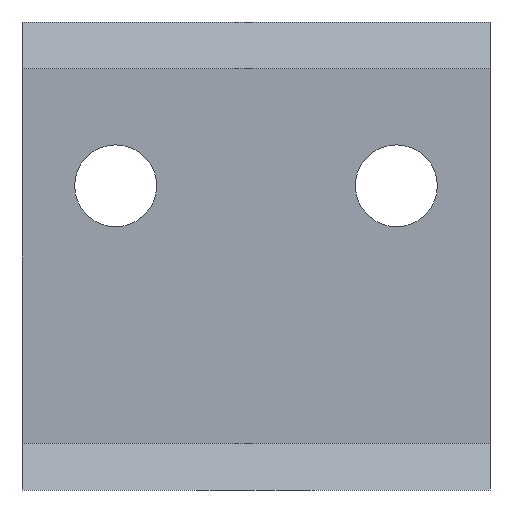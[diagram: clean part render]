
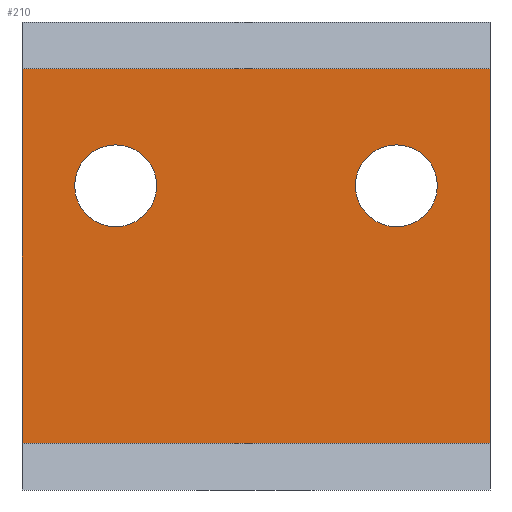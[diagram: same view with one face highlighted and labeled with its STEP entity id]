
A CAD part, front view. The second image highlights one B-rep face of the part: STEP entity #210.
In plain terms, the highlighted planar face has unit normal (0, -1, 0).
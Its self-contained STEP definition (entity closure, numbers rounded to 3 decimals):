
#15=FACE_BOUND('',#44,.T.);
#16=FACE_BOUND('',#45,.T.);
#21=PLANE('',#241);
#32=FACE_OUTER_BOUND('',#43,.T.);
#43=EDGE_LOOP('',(#162,#163,#164,#165));
#44=EDGE_LOOP('',(#166));
#45=EDGE_LOOP('',(#167));
#60=LINE('',#328,#81);
#61=LINE('',#330,#82);
#62=LINE('',#332,#83);
#63=LINE('',#333,#84);
#81=VECTOR('',#274,10.);
#82=VECTOR('',#275,10.);
#83=VECTOR('',#276,10.);
#84=VECTOR('',#277,10.);
#101=CIRCLE('',#236,1.75);
#103=CIRCLE('',#239,1.75);
#107=VERTEX_POINT('',#314);
#109=VERTEX_POINT('',#320);
#111=VERTEX_POINT('',#326);
#112=VERTEX_POINT('',#327);
#113=VERTEX_POINT('',#329);
#114=VERTEX_POINT('',#331);
#126=EDGE_CURVE('',#107,#107,#101,.T.);
#129=EDGE_CURVE('',#109,#109,#103,.T.);
#132=EDGE_CURVE('',#111,#112,#60,.T.);
#133=EDGE_CURVE('',#111,#113,#61,.T.);
#134=EDGE_CURVE('',#114,#113,#62,.T.);
#135=EDGE_CURVE('',#112,#114,#63,.T.);
#162=ORIENTED_EDGE('',*,*,#132,.F.);
#163=ORIENTED_EDGE('',*,*,#133,.T.);
#164=ORIENTED_EDGE('',*,*,#134,.F.);
#165=ORIENTED_EDGE('',*,*,#135,.F.);
#166=ORIENTED_EDGE('',*,*,#126,.T.);
#167=ORIENTED_EDGE('',*,*,#129,.T.);
#210=ADVANCED_FACE('',(#32,#15,#16),#21,.T.);
#236=AXIS2_PLACEMENT_3D('',#315,#260,#261);
#239=AXIS2_PLACEMENT_3D('',#321,#267,#268);
#241=AXIS2_PLACEMENT_3D('',#325,#272,#273);
#260=DIRECTION('center_axis',(0.,1.,0.));
#261=DIRECTION('ref_axis',(1.,0.,0.));
#267=DIRECTION('center_axis',(0.,1.,0.));
#268=DIRECTION('ref_axis',(1.,0.,0.));
#272=DIRECTION('center_axis',(0.,-1.,0.));
#273=DIRECTION('ref_axis',(0.,0.,-1.));
#274=DIRECTION('',(0.,0.,1.));
#275=DIRECTION('',(1.,0.,0.));
#276=DIRECTION('',(0.,0.,-1.));
#277=DIRECTION('',(1.,0.,0.));
#314=CARTESIAN_POINT('',(2.25,-2.,13.));
#315=CARTESIAN_POINT('Origin',(4.,-2.,13.));
#320=CARTESIAN_POINT('',(14.25,-2.,13.));
#321=CARTESIAN_POINT('Origin',(16.,-2.,13.));
#325=CARTESIAN_POINT('Origin',(0.,-2.,18.));
#326=CARTESIAN_POINT('',(0.,-2.,2.));
#327=CARTESIAN_POINT('',(0.,-2.,18.));
#328=CARTESIAN_POINT('',(0.,-2.,2.));
#329=CARTESIAN_POINT('',(20.,-2.,2.));
#330=CARTESIAN_POINT('',(0.,-2.,2.));
#331=CARTESIAN_POINT('',(20.,-2.,18.));
#332=CARTESIAN_POINT('',(20.,-2.,2.));
#333=CARTESIAN_POINT('',(0.,-2.,18.));
